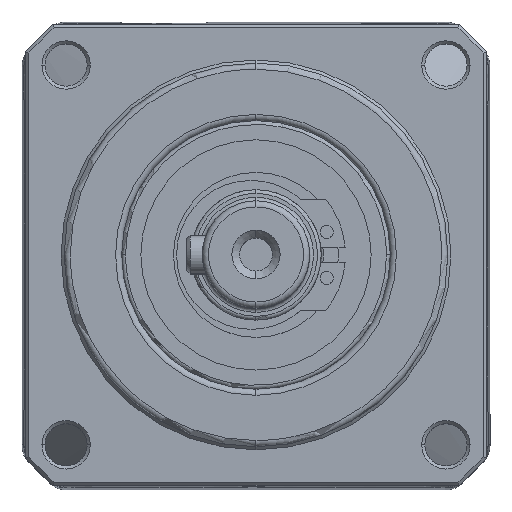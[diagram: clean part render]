
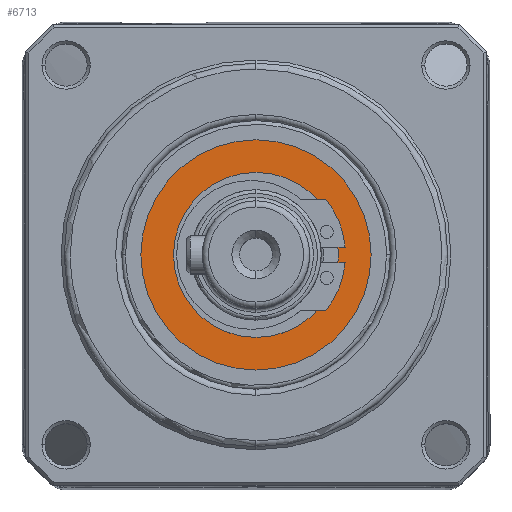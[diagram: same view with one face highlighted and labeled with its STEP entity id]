
A CAD part, top view. The second image highlights one B-rep face of the part: STEP entity #6713.
In plain terms, the highlighted planar face has unit normal (0, 0, 1).
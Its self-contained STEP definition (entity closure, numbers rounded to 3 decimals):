
#774 = CARTESIAN_POINT ( 'NONE',  ( -10.75, 0., 9.5 ) ) ;
#1656 = CARTESIAN_POINT ( 'NONE',  ( 0., 0., 9.5 ) ) ;
#2558 = EDGE_CURVE ( 'NONE', #17069, #15577, #13511, .T. ) ;
#4026 = DIRECTION ( 'NONE',  ( 1., 0., 0. ) ) ;
#4066 = AXIS2_PLACEMENT_3D ( 'NONE', #1656, #18088, #4026 ) ;
#4093 = ORIENTED_EDGE ( 'NONE', *, *, #2558, .T. ) ;
#4211 = EDGE_CURVE ( 'NONE', #10297, #25300, #24624, .T. ) ;
#6713 = ADVANCED_FACE ( 'NONE', ( #30613, #29897 ), #19644, .T. ) ;
#9693 = DIRECTION ( 'NONE',  ( 1., 0., 0. ) ) ;
#9719 = DIRECTION ( 'NONE',  ( 0., 0., 1. ) ) ;
#9735 = ORIENTED_EDGE ( 'NONE', *, *, #4211, .T. ) ;
#9740 = CARTESIAN_POINT ( 'NONE',  ( 0., 0., 9.5 ) ) ;
#9806 = EDGE_LOOP ( 'NONE', ( #28295, #4093 ) ) ;
#10297 = VERTEX_POINT ( 'NONE', #25369 ) ;
#10618 = DIRECTION ( 'NONE',  ( 0., 0., 1. ) ) ;
#12090 = CARTESIAN_POINT ( 'NONE',  ( -15., 0., 9.5 ) ) ;
#12428 = EDGE_LOOP ( 'NONE', ( #9735, #12555 ) ) ;
#12555 = ORIENTED_EDGE ( 'NONE', *, *, #24207, .T. ) ;
#13511 = CIRCLE ( 'NONE', #26691, 10.75 ) ;
#15577 = VERTEX_POINT ( 'NONE', #26537 ) ;
#16701 = AXIS2_PLACEMENT_3D ( 'NONE', #19986, #19497, #19456 ) ;
#17069 = VERTEX_POINT ( 'NONE', #774 ) ;
#17322 = CIRCLE ( 'NONE', #26221, 15. ) ;
#18088 = DIRECTION ( 'NONE',  ( 0., 0., -1. ) ) ;
#19456 = DIRECTION ( 'NONE',  ( 1., 0., 0. ) ) ;
#19497 = DIRECTION ( 'NONE',  ( 0., 0., 1. ) ) ;
#19644 = PLANE ( 'NONE',  #16701 ) ;
#19986 = CARTESIAN_POINT ( 'NONE',  ( 0., 0., 9.5 ) ) ;
#22044 = AXIS2_PLACEMENT_3D ( 'NONE', #9740, #9719, #9693 ) ;
#22337 = DIRECTION ( 'NONE',  ( 1., 0., 0. ) ) ;
#22366 = DIRECTION ( 'NONE',  ( 0., 0., -1. ) ) ;
#22406 = CARTESIAN_POINT ( 'NONE',  ( 0., 0., 9.5 ) ) ;
#23528 = CIRCLE ( 'NONE', #4066, 10.75 ) ;
#24207 = EDGE_CURVE ( 'NONE', #25300, #10297, #17322, .T. ) ;
#24624 = CIRCLE ( 'NONE', #22044, 15. ) ;
#24925 = CARTESIAN_POINT ( 'NONE',  ( 0., 0., 9.5 ) ) ;
#25300 = VERTEX_POINT ( 'NONE', #12090 ) ;
#25369 = CARTESIAN_POINT ( 'NONE',  ( 15., 0., 9.5 ) ) ;
#26221 = AXIS2_PLACEMENT_3D ( 'NONE', #24925, #10618, #27324 ) ;
#26537 = CARTESIAN_POINT ( 'NONE',  ( 10.75, 0., 9.5 ) ) ;
#26691 = AXIS2_PLACEMENT_3D ( 'NONE', #22406, #22366, #22337 ) ;
#27324 = DIRECTION ( 'NONE',  ( 1., 0., 0. ) ) ;
#28295 = ORIENTED_EDGE ( 'NONE', *, *, #29341, .T. ) ;
#29341 = EDGE_CURVE ( 'NONE', #15577, #17069, #23528, .T. ) ;
#29897 = FACE_OUTER_BOUND ( 'NONE', #12428, .T. ) ;
#30613 = FACE_BOUND ( 'NONE', #9806, .T. ) ;
